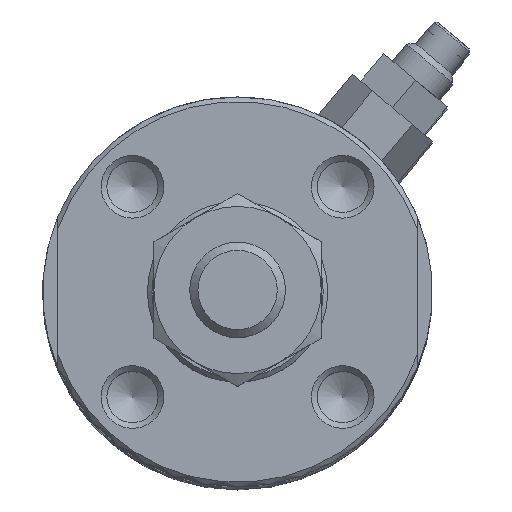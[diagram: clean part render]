
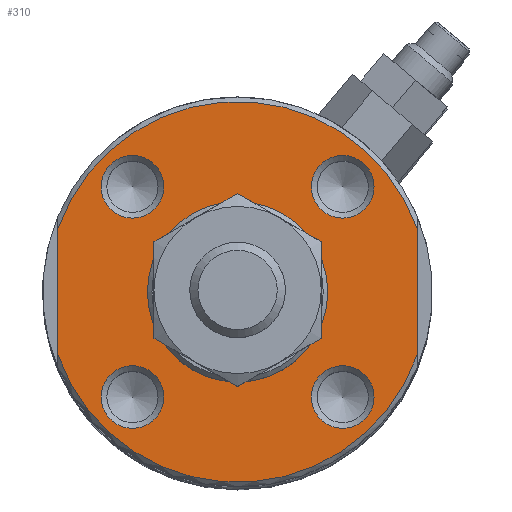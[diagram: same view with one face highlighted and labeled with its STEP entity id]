
A CAD part, top view. The second image highlights one B-rep face of the part: STEP entity #310.
In plain terms, the highlighted planar face has unit normal (0, 0, 1).
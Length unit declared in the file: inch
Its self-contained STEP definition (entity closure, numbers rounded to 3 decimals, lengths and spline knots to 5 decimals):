
#310 = ADVANCED_FACE( '', ( #575, #576, #577, #578, #579, #580 ), #581, .T. );
#575 = FACE_BOUND( '', #1080, .T. );
#576 = FACE_BOUND( '', #1081, .T. );
#577 = FACE_BOUND( '', #1082, .T. );
#578 = FACE_BOUND( '', #1083, .T. );
#579 = FACE_BOUND( '', #1084, .T. );
#580 = FACE_OUTER_BOUND( '', #1085, .T. );
#581 = PLANE( '', #1086 );
#1080 = EDGE_LOOP( '', ( #1677 ) );
#1081 = EDGE_LOOP( '', ( #1678 ) );
#1082 = EDGE_LOOP( '', ( #1679 ) );
#1083 = EDGE_LOOP( '', ( #1680 ) );
#1084 = EDGE_LOOP( '', ( #1681 ) );
#1085 = EDGE_LOOP( '', ( #1682, #1683, #1684, #1685 ) );
#1086 = AXIS2_PLACEMENT_3D( '', #1686, #1687, #1688 );
#1677 = ORIENTED_EDGE( '', *, *, #2910, .T. );
#1678 = ORIENTED_EDGE( '', *, *, #2896, .T. );
#1679 = ORIENTED_EDGE( '', *, *, #2900, .T. );
#1680 = ORIENTED_EDGE( '', *, *, #2904, .T. );
#1681 = ORIENTED_EDGE( '', *, *, #2908, .T. );
#1682 = ORIENTED_EDGE( '', *, *, #2916, .F. );
#1683 = ORIENTED_EDGE( '', *, *, #2887, .T. );
#1684 = ORIENTED_EDGE( '', *, *, #2882, .F. );
#1685 = ORIENTED_EDGE( '', *, *, #2892, .T. );
#1686 = CARTESIAN_POINT( '', ( 0., 0.498, 0.709 ) );
#1687 = DIRECTION( '', ( 0., 0., 1. ) );
#1688 = DIRECTION( '', ( 1., 0., 0. ) );
#2882 = EDGE_CURVE( '', #3285, #3286, #3287, .T. );
#2887 = EDGE_CURVE( '', #3293, #3286, #3294, .T. );
#2892 = EDGE_CURVE( '', #3285, #3299, #3301, .T. );
#2896 = EDGE_CURVE( '', #3306, #3306, #3307, .T. );
#2900 = EDGE_CURVE( '', #3312, #3312, #3313, .T. );
#2904 = EDGE_CURVE( '', #3318, #3318, #3319, .T. );
#2908 = EDGE_CURVE( '', #3324, #3324, #3325, .T. );
#2910 = EDGE_CURVE( '', #3328, #3328, #3329, .T. );
#2916 = EDGE_CURVE( '', #3293, #3299, #3340, .T. );
#3285 = VERTEX_POINT( '', #4044 );
#3286 = VERTEX_POINT( '', #4045 );
#3287 = CIRCLE( '', #4046, 0.498 );
#3293 = VERTEX_POINT( '', #4059 );
#3294 = LINE( '', #4060, #4061 );
#3299 = VERTEX_POINT( '', #4070 );
#3301 = LINE( '', #4075, #4076 );
#3306 = VERTEX_POINT( '', #4081 );
#3307 = CIRCLE( '', #4082, 0.082 );
#3312 = VERTEX_POINT( '', #4087 );
#3313 = CIRCLE( '', #4088, 0.082 );
#3318 = VERTEX_POINT( '', #4093 );
#3319 = CIRCLE( '', #4094, 0.082 );
#3324 = VERTEX_POINT( '', #4099 );
#3325 = CIRCLE( '', #4100, 0.082 );
#3328 = VERTEX_POINT( '', #4103 );
#3329 = CIRCLE( '', #4104, 0.236 );
#3340 = CIRCLE( '', #4115, 0.498 );
#4044 = CARTESIAN_POINT( '', ( 0.47, -0.16463, 0.709 ) );
#4045 = CARTESIAN_POINT( '', ( -0.47, -0.16463, 0.709 ) );
#4046 = AXIS2_PLACEMENT_3D( '', #5153, #5154, #5155 );
#4059 = CARTESIAN_POINT( '', ( -0.47, 0.16463, 0.709 ) );
#4060 = CARTESIAN_POINT( '', ( -0.47, 0.498, 0.709 ) );
#4061 = VECTOR( '', #5160, 39.37008 );
#4070 = CARTESIAN_POINT( '', ( 0.47, 0.16463, 0.709 ) );
#4075 = CARTESIAN_POINT( '', ( 0.47, 0.498, 0.709 ) );
#4076 = VECTOR( '', #5165, 39.37008 );
#4081 = CARTESIAN_POINT( '', ( -0.357, -0.275, 0.709 ) );
#4082 = AXIS2_PLACEMENT_3D( '', #5172, #5173, #5174 );
#4087 = CARTESIAN_POINT( '', ( -0.357, 0.275, 0.709 ) );
#4088 = AXIS2_PLACEMENT_3D( '', #5181, #5182, #5183 );
#4093 = CARTESIAN_POINT( '', ( 0.193, -0.275, 0.709 ) );
#4094 = AXIS2_PLACEMENT_3D( '', #5190, #5191, #5192 );
#4099 = CARTESIAN_POINT( '', ( 0.193, 0.275, 0.709 ) );
#4100 = AXIS2_PLACEMENT_3D( '', #5199, #5200, #5201 );
#4103 = CARTESIAN_POINT( '', ( -0.236, 0., 0.709 ) );
#4104 = AXIS2_PLACEMENT_3D( '', #5205, #5206, #5207 );
#4115 = AXIS2_PLACEMENT_3D( '', #5223, #5224, #5225 );
#5153 = CARTESIAN_POINT( '', ( 0., 0., 0.709 ) );
#5154 = DIRECTION( '', ( 0., 0., -1. ) );
#5155 = DIRECTION( '', ( -1., 0., 0. ) );
#5160 = DIRECTION( '', ( 0., -1., 0. ) );
#5165 = DIRECTION( '', ( 0., 1., 0. ) );
#5172 = CARTESIAN_POINT( '', ( -0.275, -0.275, 0.709 ) );
#5173 = DIRECTION( '', ( 0., 0., -1. ) );
#5174 = DIRECTION( '', ( -1., 0., 0. ) );
#5181 = CARTESIAN_POINT( '', ( -0.275, 0.275, 0.709 ) );
#5182 = DIRECTION( '', ( 0., 0., -1. ) );
#5183 = DIRECTION( '', ( -1., 0., 0. ) );
#5190 = CARTESIAN_POINT( '', ( 0.275, -0.275, 0.709 ) );
#5191 = DIRECTION( '', ( 0., 0., -1. ) );
#5192 = DIRECTION( '', ( -1., 0., 0. ) );
#5199 = CARTESIAN_POINT( '', ( 0.275, 0.275, 0.709 ) );
#5200 = DIRECTION( '', ( 0., 0., -1. ) );
#5201 = DIRECTION( '', ( -1., 0., 0. ) );
#5205 = CARTESIAN_POINT( '', ( 0., 0., 0.709 ) );
#5206 = DIRECTION( '', ( 0., 0., -1. ) );
#5207 = DIRECTION( '', ( -1., 0., 0. ) );
#5223 = CARTESIAN_POINT( '', ( 0., 0., 0.709 ) );
#5224 = DIRECTION( '', ( 0., 0., -1. ) );
#5225 = DIRECTION( '', ( -1., 0., 0. ) );
